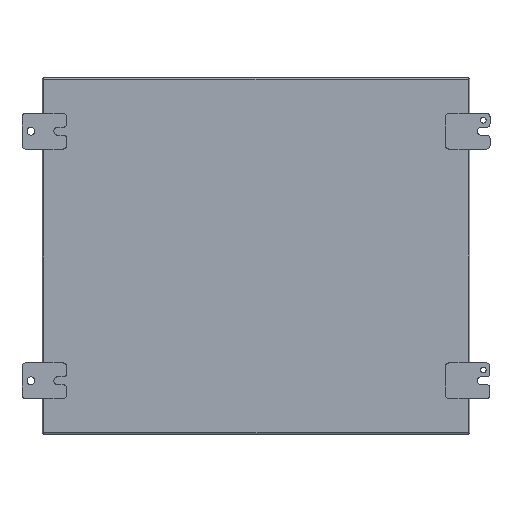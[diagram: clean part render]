
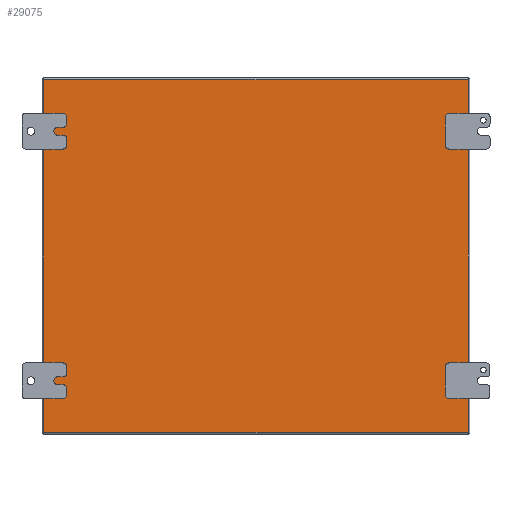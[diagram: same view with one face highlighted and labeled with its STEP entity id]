
A CAD part, left-side view. The second image highlights one B-rep face of the part: STEP entity #29075.
In plain terms, the highlighted face is planar.
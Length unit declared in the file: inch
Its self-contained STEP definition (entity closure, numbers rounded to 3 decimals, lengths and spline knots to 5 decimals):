
#201 = DIRECTION ( 'NONE',  ( -1., 0., 0. ) ) ;
#2008 = EDGE_CURVE ( 'NONE', #74792, #83660, #64097, .T. ) ;
#4772 = CARTESIAN_POINT ( 'NONE',  ( -9.892, 0., -11.892 ) ) ;
#7468 = ORIENTED_EDGE ( 'NONE', *, *, #104324, .F. ) ;
#8295 = CARTESIAN_POINT ( 'NONE',  ( -9.892, 0., 11.892 ) ) ;
#8876 = FACE_OUTER_BOUND ( 'NONE', #93524, .T. ) ;
#9311 = VECTOR ( 'NONE', #201, 39.37008 ) ;
#13218 = LINE ( 'NONE', #8295, #9311 ) ;
#21491 = VERTEX_POINT ( 'NONE', #70841 ) ;
#25887 = ORIENTED_EDGE ( 'NONE', *, *, #33841, .F. ) ;
#26030 = VECTOR ( 'NONE', #105862, 39.37008 ) ;
#28992 = VERTEX_POINT ( 'NONE', #80367 ) ;
#29075 = ADVANCED_FACE ( 'NONE', ( #8876 ), #81841, .F. ) ;
#33841 = EDGE_CURVE ( 'NONE', #28992, #21491, #13218, .T. ) ;
#37767 = CARTESIAN_POINT ( 'NONE',  ( 9.892, 0., 11.892 ) ) ;
#40433 = DIRECTION ( 'NONE',  ( 0., 0., 1. ) ) ;
#47078 = CARTESIAN_POINT ( 'NONE',  ( 9.892, 0., -11.892 ) ) ;
#48256 = DIRECTION ( 'NONE',  ( 0., 0., -1. ) ) ;
#49638 = VECTOR ( 'NONE', #48256, 39.37008 ) ;
#50093 = LINE ( 'NONE', #37767, #51344 ) ;
#51344 = VECTOR ( 'NONE', #105752, 39.37008 ) ;
#55813 = CARTESIAN_POINT ( 'NONE',  ( 9.892, 0., -11.892 ) ) ;
#58872 = CARTESIAN_POINT ( 'NONE',  ( 9.892, 0., -11.892 ) ) ;
#64097 = LINE ( 'NONE', #47078, #26030 ) ;
#70841 = CARTESIAN_POINT ( 'NONE',  ( -9.892, 0., 11.892 ) ) ;
#71848 = LINE ( 'NONE', #4772, #49638 ) ;
#74792 = VERTEX_POINT ( 'NONE', #94191 ) ;
#80367 = CARTESIAN_POINT ( 'NONE',  ( 9.892, 0., 11.892 ) ) ;
#81841 = PLANE ( 'NONE',  #85800 ) ;
#83660 = VERTEX_POINT ( 'NONE', #58872 ) ;
#85800 = AXIS2_PLACEMENT_3D ( 'NONE', #55813, #90280, #40433 ) ;
#89256 = ORIENTED_EDGE ( 'NONE', *, *, #2008, .F. ) ;
#90109 = ORIENTED_EDGE ( 'NONE', *, *, #93014, .F. ) ;
#90280 = DIRECTION ( 'NONE',  ( 0., -1., 0. ) ) ;
#93014 = EDGE_CURVE ( 'NONE', #21491, #74792, #71848, .T. ) ;
#93524 = EDGE_LOOP ( 'NONE', ( #90109, #25887, #7468, #89256 ) ) ;
#94191 = CARTESIAN_POINT ( 'NONE',  ( -9.892, 0., -11.892 ) ) ;
#104324 = EDGE_CURVE ( 'NONE', #83660, #28992, #50093, .T. ) ;
#105752 = DIRECTION ( 'NONE',  ( 0., 0., 1. ) ) ;
#105862 = DIRECTION ( 'NONE',  ( 1., 0., 0. ) ) ;
